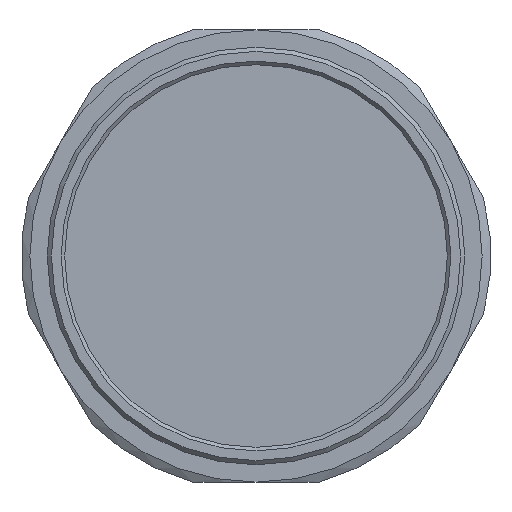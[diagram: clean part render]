
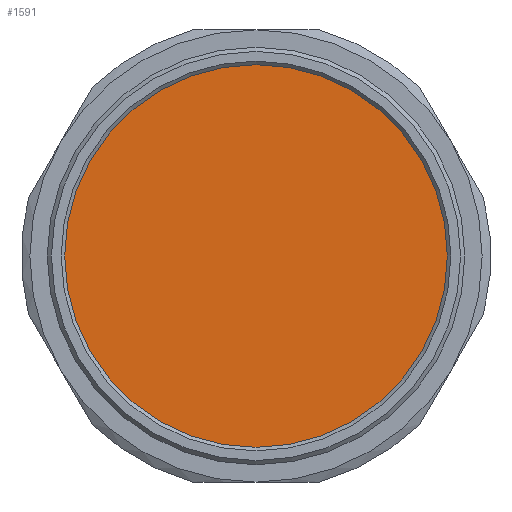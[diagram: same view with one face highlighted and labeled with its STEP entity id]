
A CAD part, front view. The second image highlights one B-rep face of the part: STEP entity #1591.
In plain terms, the highlighted planar face has unit normal (0, -1, 0).
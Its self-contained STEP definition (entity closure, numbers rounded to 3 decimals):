
#376=FACE_OUTER_BOUND('',#480,.T.);
#480=EDGE_LOOP('',(#1088));
#595=CIRCLE('',#1720,55.);
#708=VERTEX_POINT('',#2426);
#852=EDGE_CURVE('',#708,#708,#595,.T.);
#1088=ORIENTED_EDGE('',*,*,#852,.F.);
#1560=PLANE('',#1719);
#1591=ADVANCED_FACE('',(#376),#1560,.T.);
#1719=AXIS2_PLACEMENT_3D('',#2425,#1940,#1941);
#1720=AXIS2_PLACEMENT_3D('',#2427,#1942,#1943);
#1940=DIRECTION('center_axis',(0.,-1.,0.));
#1941=DIRECTION('ref_axis',(0.,0.,-1.));
#1942=DIRECTION('center_axis',(0.,1.,0.));
#1943=DIRECTION('ref_axis',(-1.,0.,0.));
#2425=CARTESIAN_POINT('Origin',(-3.423,-18.705,0.));
#2426=CARTESIAN_POINT('',(51.577,-18.705,0.));
#2427=CARTESIAN_POINT('Origin',(-3.423,-18.705,0.));
